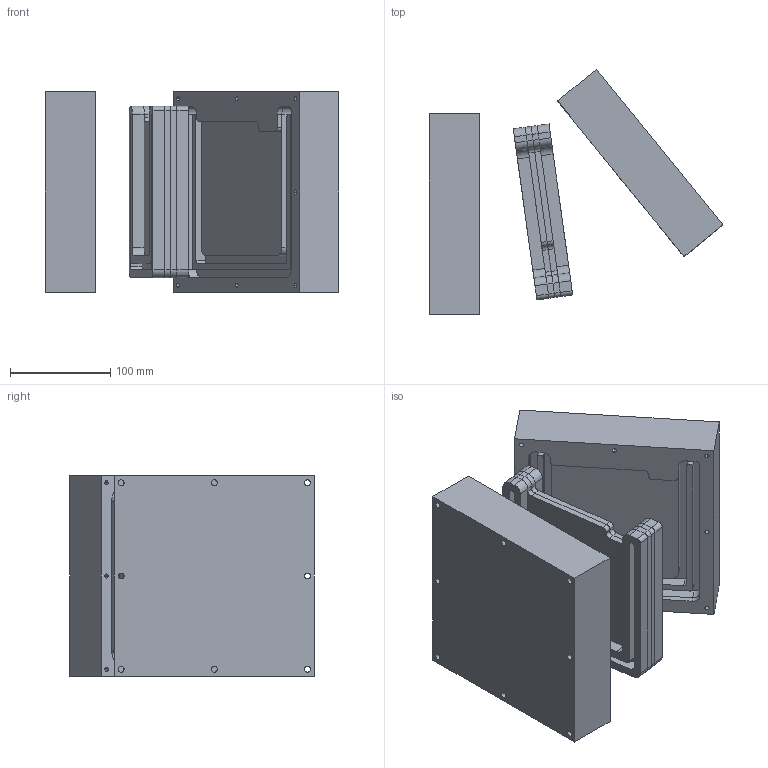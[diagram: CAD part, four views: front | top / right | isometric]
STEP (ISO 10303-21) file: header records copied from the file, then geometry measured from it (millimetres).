
FILE_DESCRIPTION(/* description */ (''),/* implementation_level */ '2;1');
FILE_NAME(/* name */ 'Werkzeug 2.0',/* time_stamp */ '2023-03-17T18:53:53+01:00',/* author */ (''),/* organization */ (''),/* preprocessor_version */ 'ST-DEVELOPER v16.5',/* originating_system */ 'Rhino 7.28',/* authorisation */ '');
FILE_SCHEMA (('CONFIG_CONTROL_DESIGN'));
Length unit declared in the file: millimetre
Products named in the file (1): Document
Bounding box: 293.03 x 244.4 x 200 mm (x, y, z)
Volume: 3987593.3 mm3; surface area: 409103.1 mm2
Topology: 3 solids, 3 shells, 256 faces, 653 edges, 417 vertices
Faces by surface type: cylinder 128, plane 128
Entity records: 6776 total; most frequent: CARTESIAN_POINT 2728, ORIENTED_EDGE 1264, EDGE_CURVE 632, VERTEX_POINT 396, EDGE_LOOP 286, DIRECTION 262, AXIS2_PLACEMENT_3D 259, ADVANCED_FACE 256
